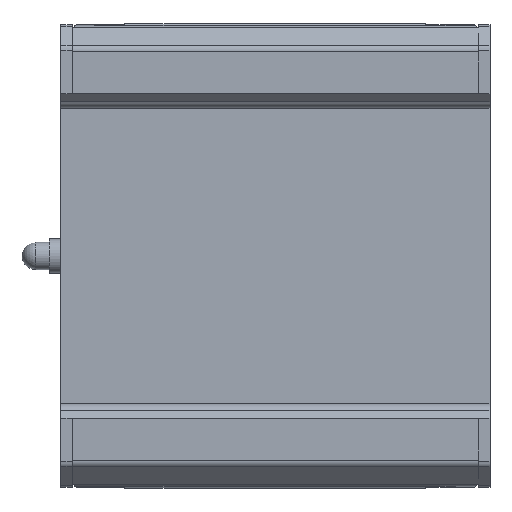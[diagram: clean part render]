
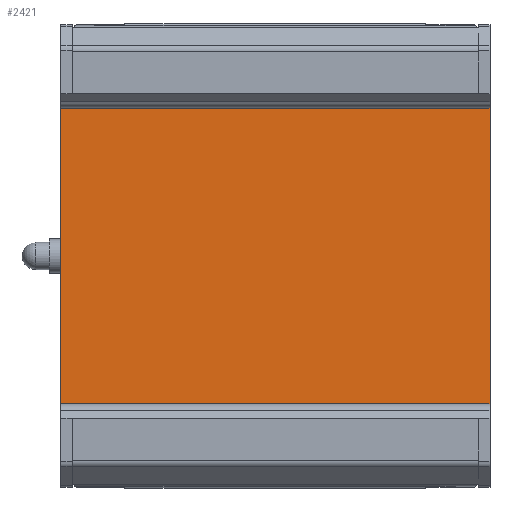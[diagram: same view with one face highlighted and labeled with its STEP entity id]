
A CAD part, front view. The second image highlights one B-rep face of the part: STEP entity #2421.
In plain terms, the highlighted planar face has unit normal (0, -1, 0).
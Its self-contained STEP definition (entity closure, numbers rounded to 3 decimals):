
#52=LINE('',#3422,#310);
#76=LINE('',#3484,#334);
#285=LINE('',#4024,#543);
#286=LINE('',#4026,#544);
#310=VECTOR('',#2731,1000.);
#334=VECTOR('',#2777,1000.);
#543=VECTOR('',#3324,1000.);
#544=VECTOR('',#3327,1000.);
#654=PLANE('',#2657);
#1322=ORIENTED_EDGE('',*,*,#1382,.F.);
#1323=ORIENTED_EDGE('',*,*,#1673,.F.);
#1324=ORIENTED_EDGE('',*,*,#1412,.T.);
#1325=ORIENTED_EDGE('',*,*,#1674,.T.);
#1382=EDGE_CURVE('',#1712,#1713,#52,.T.);
#1412=EDGE_CURVE('',#1740,#1739,#76,.T.);
#1673=EDGE_CURVE('',#1740,#1712,#285,.T.);
#1674=EDGE_CURVE('',#1739,#1713,#286,.T.);
#1712=VERTEX_POINT('',#3421);
#1713=VERTEX_POINT('',#3423);
#1739=VERTEX_POINT('',#3483);
#1740=VERTEX_POINT('',#3485);
#2121=EDGE_LOOP('',(#1322,#1323,#1324,#1325));
#2283=FACE_BOUND('',#2121,.T.);
#2421=ADVANCED_FACE('',(#2283),#654,.T.);
#2657=AXIS2_PLACEMENT_3D('',#4025,#3325,#3326);
#2731=DIRECTION('',(0.,0.,1.));
#2777=DIRECTION('',(0.,0.,1.));
#3324=DIRECTION('',(-1.,0.,0.));
#3325=DIRECTION('',(0.,-1.,0.));
#3326=DIRECTION('',(0.,0.,-1.));
#3327=DIRECTION('',(-1.,0.,0.));
#3421=CARTESIAN_POINT('',(-27.75,6.8,-19.7));
#3422=CARTESIAN_POINT('',(-27.75,6.8,-19.7));
#3423=CARTESIAN_POINT('',(-27.75,6.8,19.7));
#3483=CARTESIAN_POINT('',(27.75,6.8,19.7));
#3484=CARTESIAN_POINT('',(27.75,6.8,-19.7));
#3485=CARTESIAN_POINT('',(27.75,6.8,-19.7));
#4024=CARTESIAN_POINT('',(27.75,6.8,-19.7));
#4025=CARTESIAN_POINT('',(27.75,6.8,-19.7));
#4026=CARTESIAN_POINT('',(27.75,6.8,19.7));
